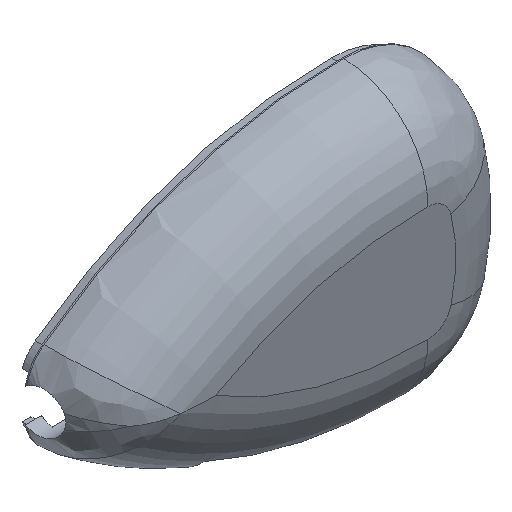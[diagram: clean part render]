
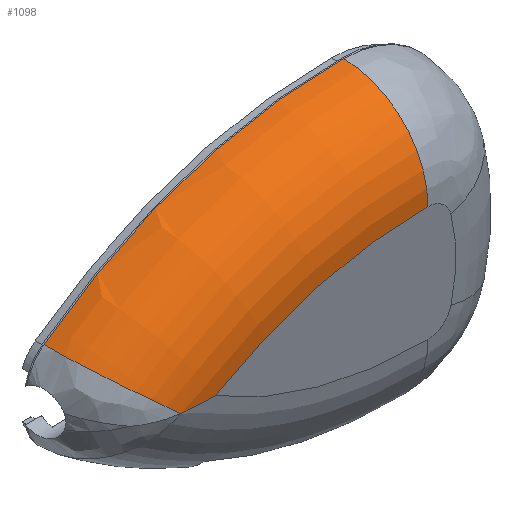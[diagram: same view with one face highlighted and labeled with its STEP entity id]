
A CAD part, isometric view. The second image highlights one B-rep face of the part: STEP entity #1098.
In plain terms, the highlighted toroidal (fillet/blend) face has major radius 76.013 mm and minor radius 16 mm.
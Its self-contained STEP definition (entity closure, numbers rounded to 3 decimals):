
#26=TOROIDAL_SURFACE('',#1219,76.013,16.);
#86=CIRCLE('',#1210,16.);
#89=CIRCLE('',#1216,76.013);
#90=CIRCLE('',#1218,92.013);
#170=FACE_OUTER_BOUND('',#231,.T.);
#231=EDGE_LOOP('',(#981,#982,#983,#984,#985));
#390=B_SPLINE_CURVE_WITH_KNOTS('',3,(#1659,#1660,#1661,#1662,#1663,#1664),
 .UNSPECIFIED.,.F.,.F.,(4,2,4),(1.704,2.309,2.312),
 .UNSPECIFIED.);
#413=B_SPLINE_CURVE_WITH_KNOTS('',3,(#2239,#2240,#2241,#2242,#2243,#2244,
#2245,#2246),.UNSPECIFIED.,.F.,.F.,(4,1,1,1,1,4),(-1.071,-0.765,
-0.612,-0.306,-0.153,0.),
 .UNSPECIFIED.);
#454=VERTEX_POINT('',#1656);
#455=VERTEX_POINT('',#1658);
#518=VERTEX_POINT('',#2179);
#521=VERTEX_POINT('',#2305);
#522=VERTEX_POINT('',#2307);
#565=EDGE_CURVE('',#455,#454,#390,.T.);
#674=EDGE_CURVE('',#455,#518,#413,.T.);
#678=EDGE_CURVE('',#521,#522,#86,.T.);
#682=EDGE_CURVE('',#454,#522,#89,.T.);
#683=EDGE_CURVE('',#521,#518,#90,.T.);
#981=ORIENTED_EDGE('',*,*,#674,.F.);
#982=ORIENTED_EDGE('',*,*,#565,.T.);
#983=ORIENTED_EDGE('',*,*,#682,.T.);
#984=ORIENTED_EDGE('',*,*,#678,.F.);
#985=ORIENTED_EDGE('',*,*,#683,.T.);
#1098=ADVANCED_FACE('',(#170),#26,.T.);
#1210=AXIS2_PLACEMENT_3D('',#2308,#1500,#1501);
#1216=AXIS2_PLACEMENT_3D('',#2315,#1513,#1514);
#1218=AXIS2_PLACEMENT_3D('',#2317,#1517,#1518);
#1219=AXIS2_PLACEMENT_3D('',#2318,#1519,#1520);
#1500=DIRECTION('center_axis',(1.,0.,
-0.011));
#1501=DIRECTION('ref_axis',(0.011,0.,1.));
#1513=DIRECTION('center_axis',(0.,1.,0.));
#1514=DIRECTION('ref_axis',(-0.289,0.,0.957));
#1517=DIRECTION('center_axis',(0.,-1.,0.));
#1518=DIRECTION('ref_axis',(-0.289,0.,0.957));
#1519=DIRECTION('center_axis',(0.,1.,0.));
#1520=DIRECTION('ref_axis',(0.,0.,1.));
#1656=CARTESIAN_POINT('',(-13.059,0.,3.8));
#1658=CARTESIAN_POINT('',(-19.192,0.349,3.8));
#1659=CARTESIAN_POINT('Ctrl Pts',(-19.192,0.349,3.8));
#1660=CARTESIAN_POINT('Ctrl Pts',(-17.169,0.105,3.8));
#1661=CARTESIAN_POINT('Ctrl Pts',(-15.122,0.001,
3.8));
#1662=CARTESIAN_POINT('Ctrl Pts',(-13.078,0.,
3.8));
#1663=CARTESIAN_POINT('Ctrl Pts',(-13.068,0.,
3.8));
#1664=CARTESIAN_POINT('Ctrl Pts',(-13.059,0.,3.8));
#2179=CARTESIAN_POINT('',(-29.228,16.,12.187));
#2239=CARTESIAN_POINT('Ctrl Pts',(-19.192,0.349,3.8));
#2240=CARTESIAN_POINT('Ctrl Pts',(-20.663,0.752,5.088));
#2241=CARTESIAN_POINT('Ctrl Pts',(-22.831,1.881,6.941));
#2242=CARTESIAN_POINT('Ctrl Pts',(-26.009,5.058,9.587));
#2243=CARTESIAN_POINT('Ctrl Pts',(-27.981,8.564,11.187));
#2244=CARTESIAN_POINT('Ctrl Pts',(-29.046,12.714,12.041));
#2245=CARTESIAN_POINT('Ctrl Pts',(-29.228,14.912,12.187));
#2246=CARTESIAN_POINT('Ctrl Pts',(-29.228,16.,12.187));
#2305=CARTESIAN_POINT('',(26.984,16.,30.589));
#2307=CARTESIAN_POINT('',(26.81,0.,14.59));
#2308=CARTESIAN_POINT('Origin',(26.81,16.,14.59));
#2315=CARTESIAN_POINT('Origin',(25.986,0.,-61.418));
#2317=CARTESIAN_POINT('Origin',(25.986,16.,-61.418));
#2318=CARTESIAN_POINT('Origin',(25.986,16.,-61.418));
